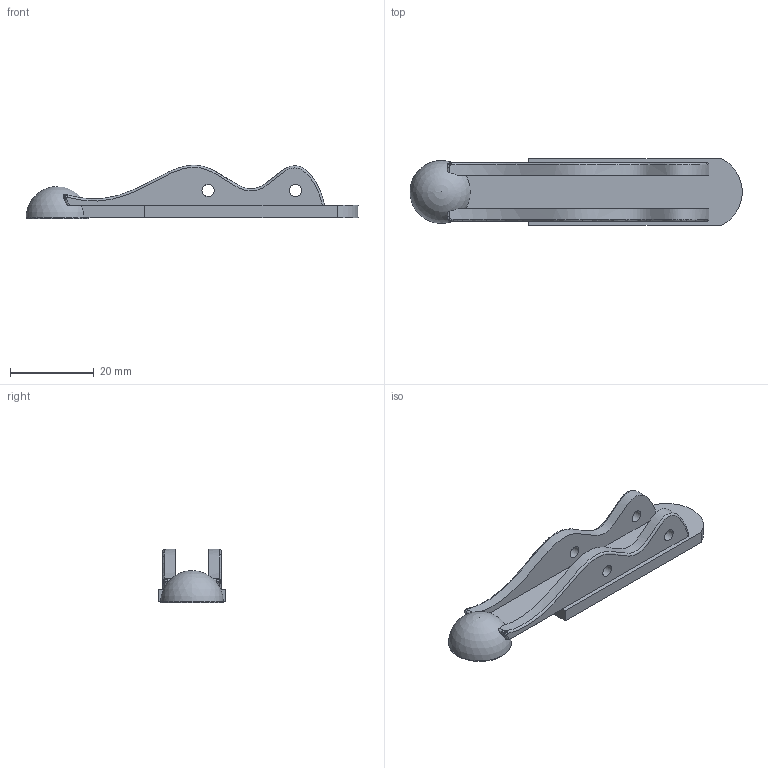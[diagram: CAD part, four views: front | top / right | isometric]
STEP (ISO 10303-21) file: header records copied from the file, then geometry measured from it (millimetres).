
FILE_DESCRIPTION(/* description */ (''),/* implementation_level */ '2;1');
FILE_NAME(/* name */ 'Leg.step',/* time_stamp */ '2025-03-30T13:18:34+02:00',/* author */ (''),/* organization */ (''),/* preprocessor_version */ 'ST-DEVELOPER v20.1',/* originating_system */ 'Autodesk Translation Framework v14.4.0.0',/* authorisation */ '');
FILE_SCHEMA (('AUTOMOTIVE_DESIGN { 1 0 10303 214 3 1 1 }'));
Length unit declared in the file: centimetre
Products named in the file (1): Leg
Bounding box: 79.32 x 16 x 12.74 mm (x, y, z)
Volume: 5598.3 mm3; surface area: 4454.1 mm2
Topology: 1 solids, 1 shells, 46 faces, 128 edges, 80 vertices
Faces by surface type: bspline 18, plane 17, cylinder 10, sphere 1
Full cylindrical faces by diameter (mm): 2.906 x4, 14.997 x1
Entity records: 3184 total; most frequent: CARTESIAN_POINT 2054, ORIENTED_EDGE 254, DIRECTION 187, EDGE_CURVE 127, VERTEX_POINT 80, AXIS2_PLACEMENT_3D 71, EDGE_LOOP 57, FACE_OUTER_BOUND 46
